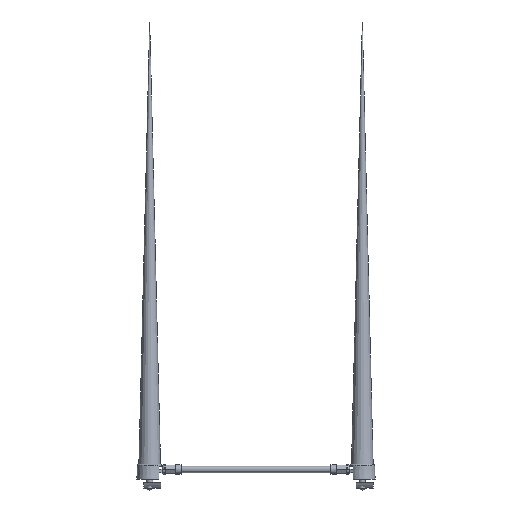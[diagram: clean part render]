
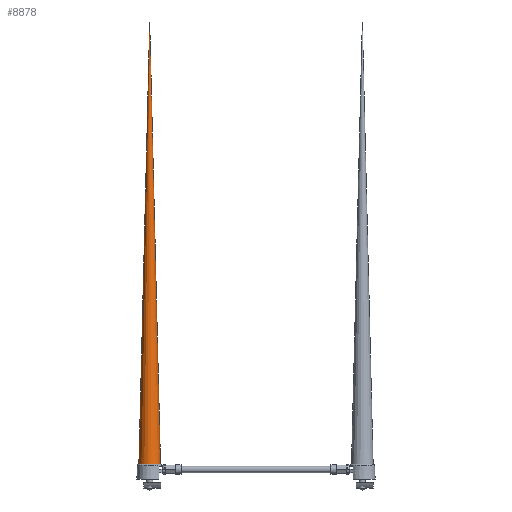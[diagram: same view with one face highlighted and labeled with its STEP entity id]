
A CAD part, top view. The second image highlights one B-rep face of the part: STEP entity #8878.
In plain terms, the highlighted conical face has half-angle 1.399 degrees and reference radius 10.199 mm.
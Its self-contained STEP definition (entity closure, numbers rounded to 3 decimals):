
#8878 = ADVANCED_FACE('',(#8879),#8894,.F.);
#8879 = FACE_BOUND('',#8880,.F.);
#8880 = EDGE_LOOP('',(#8881,#8917));
#8881 = ORIENTED_EDGE('',*,*,#8882,.F.);
#8882 = EDGE_CURVE('',#8883,#8885,#8887,.T.);
#8883 = VERTEX_POINT('',#8884);
#8884 = CARTESIAN_POINT('',(-7.99,-1.695,
    6.338));
#8885 = VERTEX_POINT('',#8886);
#8886 = CARTESIAN_POINT('',(0.,-1.695,10.199));
#8887 = SURFACE_CURVE('',#8888,(#8893,#8905),.PCURVE_S1.);
#8888 = CIRCLE('',#8889,10.199);
#8889 = AXIS2_PLACEMENT_3D('',#8890,#8891,#8892);
#8890 = CARTESIAN_POINT('',(0.,-1.695,0.));
#8891 = DIRECTION('',(0.,1.,0.));
#8892 = DIRECTION('',(0.,-0.,1.));
#8893 = PCURVE('',#8894,#8899);
#8894 = CONICAL_SURFACE('',#8895,10.199,0.024);
#8895 = AXIS2_PLACEMENT_3D('',#8896,#8897,#8898);
#8896 = CARTESIAN_POINT('',(0.,-1.695,0.));
#8897 = DIRECTION('',(0.,-1.,0.));
#8898 = DIRECTION('',(0.,0.,-1.));
#8899 = DEFINITIONAL_REPRESENTATION('',(#8900),#8904);
#8900 = LINE('',#8901,#8902);
#8901 = CARTESIAN_POINT('',(9.425,0.));
#8902 = VECTOR('',#8903,1.);
#8903 = DIRECTION('',(-1.,0.));
#8904 = ( GEOMETRIC_REPRESENTATION_CONTEXT(2) 
PARAMETRIC_REPRESENTATION_CONTEXT() REPRESENTATION_CONTEXT('2D SPACE',''
  ) );
#8905 = PCURVE('',#8906,#8911);
#8906 = TOROIDAL_SURFACE('',#8907,9.999,0.2);
#8907 = AXIS2_PLACEMENT_3D('',#8908,#8909,#8910);
#8908 = CARTESIAN_POINT('',(0.,-1.7,0.));
#8909 = DIRECTION('',(0.,1.,0.));
#8910 = DIRECTION('',(0.,-0.,1.));
#8911 = DEFINITIONAL_REPRESENTATION('',(#8912),#8916);
#8912 = LINE('',#8913,#8914);
#8913 = CARTESIAN_POINT('',(0.,6.308));
#8914 = VECTOR('',#8915,1.);
#8915 = DIRECTION('',(1.,0.));
#8916 = ( GEOMETRIC_REPRESENTATION_CONTEXT(2) 
PARAMETRIC_REPRESENTATION_CONTEXT() REPRESENTATION_CONTEXT('2D SPACE',''
  ) );
#8917 = ORIENTED_EDGE('',*,*,#8918,.F.);
#8918 = EDGE_CURVE('',#8885,#8883,#8919,.T.);
#8919 = SURFACE_CURVE('',#8920,(#8925,#8932),.PCURVE_S1.);
#8920 = CIRCLE('',#8921,10.199);
#8921 = AXIS2_PLACEMENT_3D('',#8922,#8923,#8924);
#8922 = CARTESIAN_POINT('',(0.,-1.695,0.));
#8923 = DIRECTION('',(0.,1.,0.));
#8924 = DIRECTION('',(0.,-0.,1.));
#8925 = PCURVE('',#8894,#8926);
#8926 = DEFINITIONAL_REPRESENTATION('',(#8927),#8931);
#8927 = LINE('',#8928,#8929);
#8928 = CARTESIAN_POINT('',(9.425,0.));
#8929 = VECTOR('',#8930,1.);
#8930 = DIRECTION('',(-1.,0.));
#8931 = ( GEOMETRIC_REPRESENTATION_CONTEXT(2) 
PARAMETRIC_REPRESENTATION_CONTEXT() REPRESENTATION_CONTEXT('2D SPACE',''
  ) );
#8932 = PCURVE('',#8906,#8933);
#8933 = DEFINITIONAL_REPRESENTATION('',(#8934),#8938);
#8934 = LINE('',#8935,#8936);
#8935 = CARTESIAN_POINT('',(0.,6.308));
#8936 = VECTOR('',#8937,1.);
#8937 = DIRECTION('',(1.,0.));
#8938 = ( GEOMETRIC_REPRESENTATION_CONTEXT(2) 
PARAMETRIC_REPRESENTATION_CONTEXT() REPRESENTATION_CONTEXT('2D SPACE',''
  ) );
